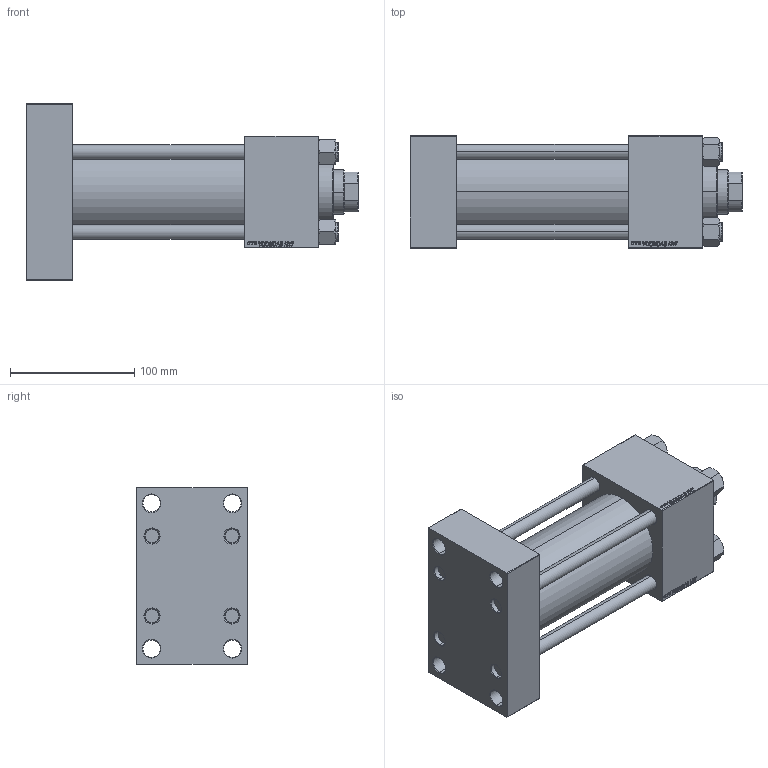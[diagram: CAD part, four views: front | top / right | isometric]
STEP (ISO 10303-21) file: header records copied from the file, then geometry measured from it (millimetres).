
FILE_DESCRIPTION (( 'STEP AP203' ), '1' );
FILE_NAME ('d9b1.STEP', '2022-04-15T00:32:20', ( '' ), ( '' ), 'SwSTEP 2.0', 'SolidWorks 2019', '' );
FILE_SCHEMA (( 'CONFIG_CONTROL_DESIGN' ));
Length unit declared in the file: millimetre
Products named in the file (6): V215CR_VCP_E efc20b237ee349f7fb98ce99a5feacee; V215CR_TYCINKA_E efc20b237ee349f7fb98ce99a5feacee; NUT_M5_E efc20b237ee349f7fb98ce99a5feacee; d9b1; V215_VC_A efc20b237ee349f7fb98ce99a5feacee; V215CR_E_Body efc20b237ee349f7fb98ce99a5feacee
Assembly tree (11 placements, depth 2):
  d9b1
    V215CR_E_Body efc20b237ee349f7fb98ce99a5feacee
    V215CR_VCP_E efc20b237ee349f7fb98ce99a5feacee
    V215CR_TYCINKA_E efc20b237ee349f7fb98ce99a5feacee  x4
    NUT_M5_E efc20b237ee349f7fb98ce99a5feacee  x4
    V215_VC_A efc20b237ee349f7fb98ce99a5feacee
Bounding box: 267 x 90 x 142 mm (x, y, z)
Volume: 1295012 mm3; surface area: 265554.6 mm2
Topology: 11 solids, 11 shells, 1143 faces, 2874 edges, 1859 vertices
Faces by surface type: plane 500, bspline 392, cone 152, cylinder 91, torus 8
Entity records: 50193 total; most frequent: CARTESIAN_POINT 27098, ORIENTED_EDGE 5240, DIRECTION 3316, EDGE_CURVE 2620, VERTEX_POINT 1715, VECTOR 1564, LINE 1564, EDGE_LOOP 1157
